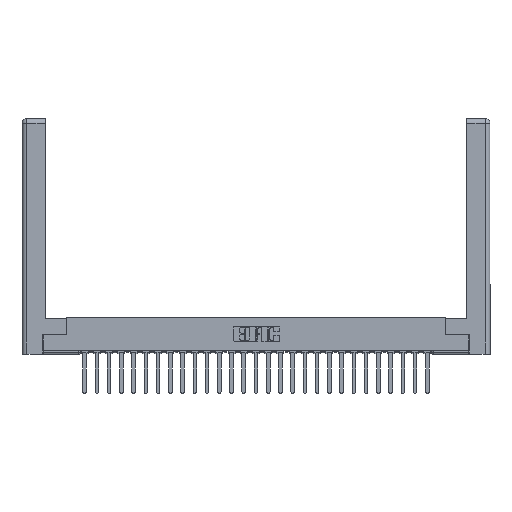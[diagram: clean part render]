
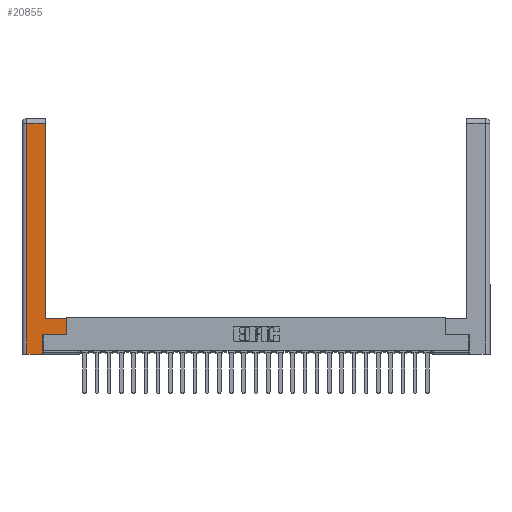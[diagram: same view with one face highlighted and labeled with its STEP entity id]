
A CAD part, top view. The second image highlights one B-rep face of the part: STEP entity #20855.
In plain terms, the highlighted planar face has unit normal (0, 0, 1).
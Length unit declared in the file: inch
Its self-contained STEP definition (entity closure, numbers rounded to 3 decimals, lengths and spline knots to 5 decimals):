
#444 = CARTESIAN_POINT ( 'NONE',  ( 0.565, 0.45, 0. ) ) ;
#753 = VECTOR ( 'NONE', #28673, 39.37008 ) ;
#1210 = DIRECTION ( 'NONE',  ( 0., 1., 0. ) ) ;
#1334 = LINE ( 'NONE', #18208, #7438 ) ;
#1545 = EDGE_CURVE ( 'NONE', #21630, #6938, #16856, .T. ) ;
#2138 = LINE ( 'NONE', #23445, #28406 ) ;
#2226 = EDGE_CURVE ( 'NONE', #25055, #21630, #1334, .T. ) ;
#2921 = CARTESIAN_POINT ( 'NONE',  ( 0.565, 0.45, 0. ) ) ;
#3583 = VECTOR ( 'NONE', #28387, 39.37008 ) ;
#3793 = ORIENTED_EDGE ( 'NONE', *, *, #24515, .T. ) ;
#4612 = CARTESIAN_POINT ( 'NONE',  ( 0.265, 0.245, 0. ) ) ;
#4688 = ORIENTED_EDGE ( 'NONE', *, *, #6335, .T. ) ;
#5452 = CARTESIAN_POINT ( 'NONE',  ( 0.0615, 0., 0. ) ) ;
#5785 = LINE ( 'NONE', #24607, #19803 ) ;
#6094 = LINE ( 'NONE', #5452, #3583 ) ;
#6275 = ORIENTED_EDGE ( 'NONE', *, *, #13494, .T. ) ;
#6335 = EDGE_CURVE ( 'NONE', #9115, #6988, #5785, .T. ) ;
#6404 = CARTESIAN_POINT ( 'NONE',  ( 0.565, 0.245, 0. ) ) ;
#6938 = VERTEX_POINT ( 'NONE', #444 ) ;
#6988 = VERTEX_POINT ( 'NONE', #16427 ) ;
#7101 = EDGE_CURVE ( 'NONE', #16478, #9115, #6094, .T. ) ;
#7438 = VECTOR ( 'NONE', #27464, 39.37008 ) ;
#7651 = ORIENTED_EDGE ( 'NONE', *, *, #2226, .T. ) ;
#7838 = ORIENTED_EDGE ( 'NONE', *, *, #7101, .T. ) ;
#8145 = CARTESIAN_POINT ( 'NONE',  ( 0., 0., 0. ) ) ;
#8341 = CARTESIAN_POINT ( 'NONE',  ( 0.0615, 2.94, 0. ) ) ;
#8953 = LINE ( 'NONE', #9504, #14327 ) ;
#9115 = VERTEX_POINT ( 'NONE', #19489 ) ;
#9504 = CARTESIAN_POINT ( 'NONE',  ( 0.295, 0.45, 0. ) ) ;
#10395 = VERTEX_POINT ( 'NONE', #19327 ) ;
#10736 = VECTOR ( 'NONE', #1210, 39.37008 ) ;
#10999 = VECTOR ( 'NONE', #11555, 39.37008 ) ;
#11555 = DIRECTION ( 'NONE',  ( 0., 1., 0. ) ) ;
#13334 = LINE ( 'NONE', #26078, #753 ) ;
#13494 = EDGE_CURVE ( 'NONE', #10395, #16426, #13334, .T. ) ;
#14327 = VECTOR ( 'NONE', #27910, 39.37008 ) ;
#15529 = EDGE_CURVE ( 'NONE', #6938, #10395, #8953, .T. ) ;
#16426 = VERTEX_POINT ( 'NONE', #23933 ) ;
#16427 = CARTESIAN_POINT ( 'NONE',  ( 0.265, 0., 0. ) ) ;
#16478 = VERTEX_POINT ( 'NONE', #8341 ) ;
#16856 = LINE ( 'NONE', #2921, #10736 ) ;
#17371 = DIRECTION ( 'NONE',  ( 1., 0., 0. ) ) ;
#18208 = CARTESIAN_POINT ( 'NONE',  ( 0.565, 0.245, 0. ) ) ;
#18353 = EDGE_LOOP ( 'NONE', ( #6275, #3793, #7838, #4688, #22231, #7651, #27708, #29671 ) ) ;
#18815 = AXIS2_PLACEMENT_3D ( 'NONE', #8145, #26657, #22134 ) ;
#19327 = CARTESIAN_POINT ( 'NONE',  ( 0.295, 0.45, 0. ) ) ;
#19489 = CARTESIAN_POINT ( 'NONE',  ( 0.0615, 0., 0. ) ) ;
#19603 = PLANE ( 'NONE',  #18815 ) ;
#19803 = VECTOR ( 'NONE', #17371, 39.37008 ) ;
#20351 = LINE ( 'NONE', #4612, #10999 ) ;
#20855 = ADVANCED_FACE ( 'NONE', ( #29723 ), #19603, .F. ) ;
#21135 = EDGE_CURVE ( 'NONE', #6988, #25055, #20351, .T. ) ;
#21630 = VERTEX_POINT ( 'NONE', #6404 ) ;
#22134 = DIRECTION ( 'NONE',  ( -1., 0., 0. ) ) ;
#22231 = ORIENTED_EDGE ( 'NONE', *, *, #21135, .T. ) ;
#23445 = CARTESIAN_POINT ( 'NONE',  ( 0.0615, 2.94, 0. ) ) ;
#23933 = CARTESIAN_POINT ( 'NONE',  ( 0.295, 2.94, 0. ) ) ;
#24515 = EDGE_CURVE ( 'NONE', #16426, #16478, #2138, .T. ) ;
#24607 = CARTESIAN_POINT ( 'NONE',  ( 0.265, 0., 0. ) ) ;
#25055 = VERTEX_POINT ( 'NONE', #25224 ) ;
#25224 = CARTESIAN_POINT ( 'NONE',  ( 0.265, 0.245, 0. ) ) ;
#25576 = DIRECTION ( 'NONE',  ( -1., 0., 0. ) ) ;
#26078 = CARTESIAN_POINT ( 'NONE',  ( 0.295, 3., 0. ) ) ;
#26657 = DIRECTION ( 'NONE',  ( 0., 0., -1. ) ) ;
#27464 = DIRECTION ( 'NONE',  ( 1., 0., 0. ) ) ;
#27708 = ORIENTED_EDGE ( 'NONE', *, *, #1545, .T. ) ;
#27910 = DIRECTION ( 'NONE',  ( -1., 0., 0. ) ) ;
#28387 = DIRECTION ( 'NONE',  ( 0., -1., 0. ) ) ;
#28406 = VECTOR ( 'NONE', #25576, 39.37008 ) ;
#28673 = DIRECTION ( 'NONE',  ( 0., 1., 0. ) ) ;
#29671 = ORIENTED_EDGE ( 'NONE', *, *, #15529, .T. ) ;
#29723 = FACE_OUTER_BOUND ( 'NONE', #18353, .T. ) ;
